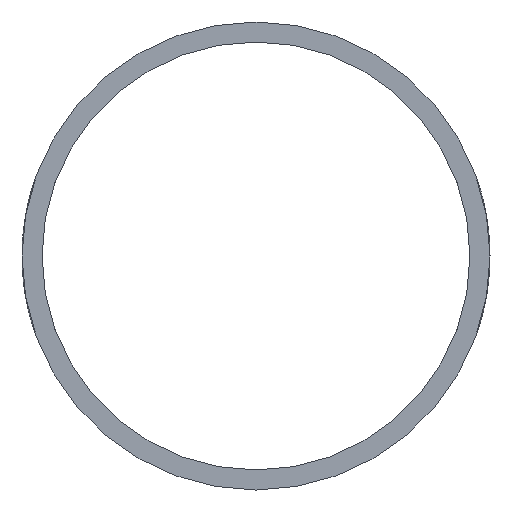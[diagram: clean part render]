
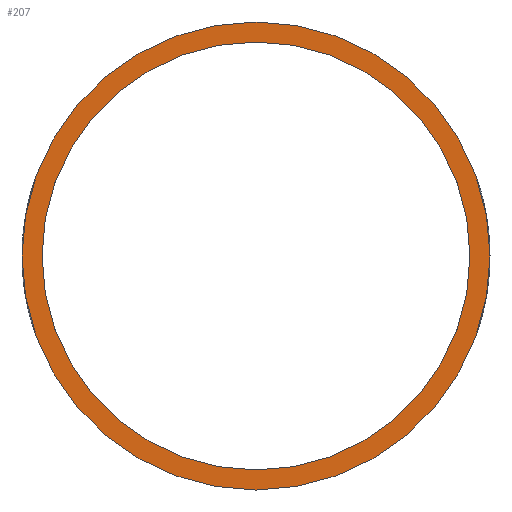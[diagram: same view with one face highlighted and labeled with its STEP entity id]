
A CAD part, left-side view. The second image highlights one B-rep face of the part: STEP entity #207.
In plain terms, the highlighted planar face has unit normal (-1, 0, 0).
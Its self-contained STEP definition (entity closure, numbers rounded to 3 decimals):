
#3 = EDGE_LOOP ( 'NONE', ( #526, #265 ) ) ;
#21 = CARTESIAN_POINT ( 'NONE',  ( 0., 0., -35. ) ) ;
#48 = FACE_BOUND ( 'NONE', #3, .T. ) ;
#81 = DIRECTION ( 'NONE',  ( 1., 0., 0. ) ) ;
#89 = EDGE_CURVE ( 'NONE', #515, #642, #523, .T. ) ;
#104 = AXIS2_PLACEMENT_3D ( 'NONE', #312, #530, #701 ) ;
#207 = ADVANCED_FACE ( 'NONE', ( #427, #48 ), #259, .F. ) ;
#212 = AXIS2_PLACEMENT_3D ( 'NONE', #519, #373, #300 ) ;
#217 = DIRECTION ( 'NONE',  ( 1., 0., 0. ) ) ;
#221 = ORIENTED_EDGE ( 'NONE', *, *, #705, .F. ) ;
#223 = CARTESIAN_POINT ( 'NONE',  ( 0., 0., 0. ) ) ;
#224 = ORIENTED_EDGE ( 'NONE', *, *, #89, .F. ) ;
#238 = CARTESIAN_POINT ( 'NONE',  ( 0., 0., 35. ) ) ;
#248 = CIRCLE ( 'NONE', #524, 32. ) ;
#255 = EDGE_CURVE ( 'NONE', #450, #554, #248, .T. ) ;
#259 = PLANE ( 'NONE',  #553 ) ;
#265 = ORIENTED_EDGE ( 'NONE', *, *, #255, .T. ) ;
#291 = DIRECTION ( 'NONE',  ( 0., 0., -1. ) ) ;
#300 = DIRECTION ( 'NONE',  ( 0., 0., -1. ) ) ;
#312 = CARTESIAN_POINT ( 'NONE',  ( 0., 0., 0. ) ) ;
#346 = EDGE_CURVE ( 'NONE', #554, #450, #589, .T. ) ;
#349 = CARTESIAN_POINT ( 'NONE',  ( 0., 0., 32. ) ) ;
#373 = DIRECTION ( 'NONE',  ( 1., 0., 0. ) ) ;
#386 = EDGE_LOOP ( 'NONE', ( #221, #224 ) ) ;
#394 = DIRECTION ( 'NONE',  ( 1., 0., 0. ) ) ;
#427 = FACE_OUTER_BOUND ( 'NONE', #386, .T. ) ;
#448 = DIRECTION ( 'NONE',  ( 0., 0., -1. ) ) ;
#450 = VERTEX_POINT ( 'NONE', #663 ) ;
#515 = VERTEX_POINT ( 'NONE', #21 ) ;
#519 = CARTESIAN_POINT ( 'NONE',  ( 0., 0., 0. ) ) ;
#523 = CIRCLE ( 'NONE', #212, 35. ) ;
#524 = AXIS2_PLACEMENT_3D ( 'NONE', #223, #394, #667 ) ;
#526 = ORIENTED_EDGE ( 'NONE', *, *, #346, .T. ) ;
#530 = DIRECTION ( 'NONE',  ( 1., 0., 0. ) ) ;
#553 = AXIS2_PLACEMENT_3D ( 'NONE', #641, #217, #448 ) ;
#554 = VERTEX_POINT ( 'NONE', #349 ) ;
#577 = CIRCLE ( 'NONE', #617, 35. ) ;
#589 = CIRCLE ( 'NONE', #104, 32. ) ;
#615 = CARTESIAN_POINT ( 'NONE',  ( 0., 0., 0. ) ) ;
#617 = AXIS2_PLACEMENT_3D ( 'NONE', #615, #81, #291 ) ;
#641 = CARTESIAN_POINT ( 'NONE',  ( 0., 0., 0. ) ) ;
#642 = VERTEX_POINT ( 'NONE', #238 ) ;
#663 = CARTESIAN_POINT ( 'NONE',  ( 0., 0., -32. ) ) ;
#667 = DIRECTION ( 'NONE',  ( 0., 0., -1. ) ) ;
#701 = DIRECTION ( 'NONE',  ( 0., 0., -1. ) ) ;
#705 = EDGE_CURVE ( 'NONE', #642, #515, #577, .T. ) ;
